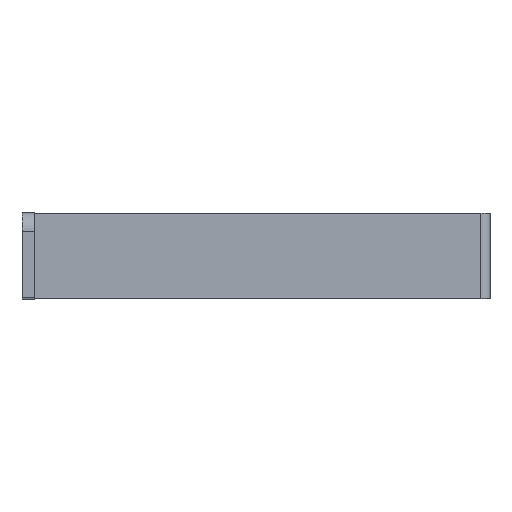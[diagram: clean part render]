
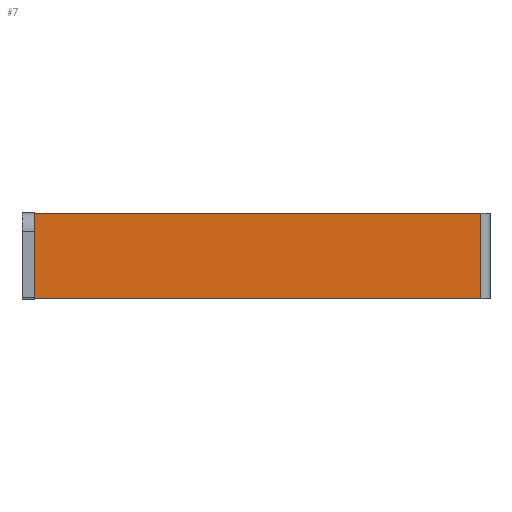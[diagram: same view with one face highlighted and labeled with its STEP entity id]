
A CAD part, top view. The second image highlights one B-rep face of the part: STEP entity #7.
In plain terms, the highlighted planar face has unit normal (0, 0, 1).
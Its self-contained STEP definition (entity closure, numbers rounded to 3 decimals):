
#7 = ADVANCED_FACE ( 'NONE', ( #232 ), #742, .F. ) ;
#10 = DIRECTION ( 'NONE',  ( 1., 0., 0. ) ) ;
#52 = VECTOR ( 'NONE', #104, 1000. ) ;
#62 = EDGE_LOOP ( 'NONE', ( #984, #268, #1097, #832 ) ) ;
#103 = CARTESIAN_POINT ( 'NONE',  ( 71.5, 26., 74.5 ) ) ;
#104 = DIRECTION ( 'NONE',  ( -1., 0., 0. ) ) ;
#113 = DIRECTION ( 'NONE',  ( 0., -1., 0. ) ) ;
#229 = EDGE_CURVE ( 'NONE', #408, #907, #542, .T. ) ;
#232 = FACE_OUTER_BOUND ( 'NONE', #62, .T. ) ;
#268 = ORIENTED_EDGE ( 'NONE', *, *, #229, .F. ) ;
#288 = CARTESIAN_POINT ( 'NONE',  ( -74.5, 26., 74.5 ) ) ;
#333 = VECTOR ( 'NONE', #113, 1000. ) ;
#361 = CARTESIAN_POINT ( 'NONE',  ( 71.5, 26., 74.5 ) ) ;
#401 = CARTESIAN_POINT ( 'NONE',  ( 71.5, 26., 74.5 ) ) ;
#408 = VERTEX_POINT ( 'NONE', #828 ) ;
#527 = LINE ( 'NONE', #288, #576 ) ;
#542 = LINE ( 'NONE', #628, #52 ) ;
#575 = DIRECTION ( 'NONE',  ( -1., 0., 0. ) ) ;
#576 = VECTOR ( 'NONE', #799, 1000. ) ;
#582 = VECTOR ( 'NONE', #10, 1000. ) ;
#628 = CARTESIAN_POINT ( 'NONE',  ( 71.5, -1.8, 74.5 ) ) ;
#641 = AXIS2_PLACEMENT_3D ( 'NONE', #401, #735, #575 ) ;
#708 = LINE ( 'NONE', #361, #582 ) ;
#735 = DIRECTION ( 'NONE',  ( 0., 0., -1. ) ) ;
#742 = PLANE ( 'NONE',  #641 ) ;
#784 = LINE ( 'NONE', #103, #333 ) ;
#793 = EDGE_CURVE ( 'NONE', #1009, #907, #527, .T. ) ;
#799 = DIRECTION ( 'NONE',  ( 0., -1., 0. ) ) ;
#828 = CARTESIAN_POINT ( 'NONE',  ( 71.5, -1.8, 74.5 ) ) ;
#832 = ORIENTED_EDGE ( 'NONE', *, *, #915, .F. ) ;
#891 = CARTESIAN_POINT ( 'NONE',  ( 71.5, 26., 74.5 ) ) ;
#907 = VERTEX_POINT ( 'NONE', #1040 ) ;
#915 = EDGE_CURVE ( 'NONE', #1009, #1062, #708, .T. ) ;
#984 = ORIENTED_EDGE ( 'NONE', *, *, #793, .T. ) ;
#995 = EDGE_CURVE ( 'NONE', #1062, #408, #784, .T. ) ;
#998 = CARTESIAN_POINT ( 'NONE',  ( -74.5, 26., 74.5 ) ) ;
#1009 = VERTEX_POINT ( 'NONE', #998 ) ;
#1040 = CARTESIAN_POINT ( 'NONE',  ( -74.5, -1.8, 74.5 ) ) ;
#1062 = VERTEX_POINT ( 'NONE', #891 ) ;
#1097 = ORIENTED_EDGE ( 'NONE', *, *, #995, .F. ) ;
